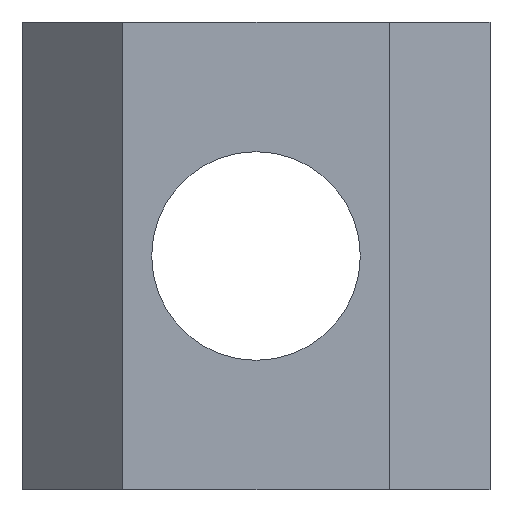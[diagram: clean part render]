
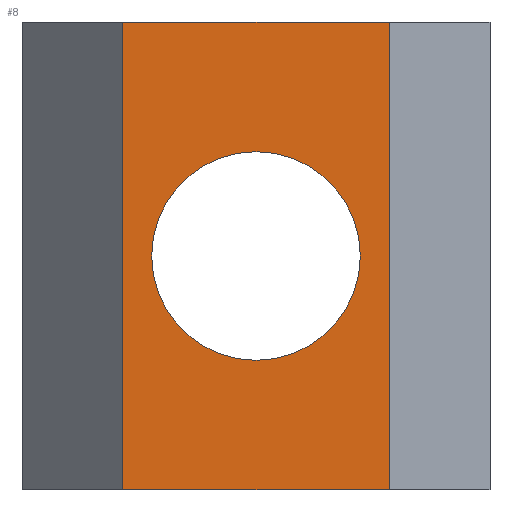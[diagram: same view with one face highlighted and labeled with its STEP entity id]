
A CAD part, front view. The second image highlights one B-rep face of the part: STEP entity #8.
In plain terms, the highlighted planar face has unit normal (0, -1, 0).
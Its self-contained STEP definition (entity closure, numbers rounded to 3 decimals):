
#5 = EDGE_CURVE ( 'NONE', #354, #56, #59, .T. ) ;
#8 = ADVANCED_FACE ( 'NONE', ( #61, #209 ), #155, .T. ) ;
#10 = CARTESIAN_POINT ( 'NONE',  ( 0., -3.25, 0. ) ) ;
#24 = CARTESIAN_POINT ( 'NONE',  ( -4.3, -3.25, 0. ) ) ;
#33 = VECTOR ( 'NONE', #236, 1000. ) ;
#53 = CARTESIAN_POINT ( 'NONE',  ( 0., -3.25, 0. ) ) ;
#56 = VERTEX_POINT ( 'NONE', #189 ) ;
#59 = LINE ( 'NONE', #342, #142 ) ;
#60 = CARTESIAN_POINT ( 'NONE',  ( 5.5, -3.25, 9.65 ) ) ;
#61 = FACE_BOUND ( 'NONE', #497, .T. ) ;
#90 = CARTESIAN_POINT ( 'NONE',  ( 5.5, -3.25, 9.65 ) ) ;
#99 = DIRECTION ( 'NONE',  ( 1., 0., 0. ) ) ;
#103 = VERTEX_POINT ( 'NONE', #90 ) ;
#109 = LINE ( 'NONE', #60, #507 ) ;
#133 = CARTESIAN_POINT ( 'NONE',  ( 5.5, -3.25, 9.65 ) ) ;
#137 = VECTOR ( 'NONE', #206, 1000. ) ;
#141 = LINE ( 'NONE', #299, #137 ) ;
#142 = VECTOR ( 'NONE', #484, 1000. ) ;
#155 = PLANE ( 'NONE',  #313 ) ;
#165 = ORIENTED_EDGE ( 'NONE', *, *, #5, .F. ) ;
#170 = DIRECTION ( 'NONE',  ( 1., 0., 0. ) ) ;
#189 = CARTESIAN_POINT ( 'NONE',  ( -5.5, -3.25, -9.65 ) ) ;
#205 = EDGE_CURVE ( 'NONE', #103, #354, #109, .T. ) ;
#206 = DIRECTION ( 'NONE',  ( -1., 0., 0. ) ) ;
#209 = FACE_OUTER_BOUND ( 'NONE', #388, .T. ) ;
#234 = ORIENTED_EDGE ( 'NONE', *, *, #305, .F. ) ;
#236 = DIRECTION ( 'NONE',  ( 0., 0., -1. ) ) ;
#246 = VERTEX_POINT ( 'NONE', #368 ) ;
#247 = VERTEX_POINT ( 'NONE', #24 ) ;
#249 = EDGE_CURVE ( 'NONE', #480, #247, #540, .T. ) ;
#256 = ORIENTED_EDGE ( 'NONE', *, *, #445, .T. ) ;
#257 = ORIENTED_EDGE ( 'NONE', *, *, #348, .T. ) ;
#277 = DIRECTION ( 'NONE',  ( 0., -1., 0. ) ) ;
#280 = ORIENTED_EDGE ( 'NONE', *, *, #249, .F. ) ;
#299 = CARTESIAN_POINT ( 'NONE',  ( 5.5, -3.25, 9.65 ) ) ;
#305 = EDGE_CURVE ( 'NONE', #247, #480, #450, .T. ) ;
#313 = AXIS2_PLACEMENT_3D ( 'NONE', #133, #390, #432 ) ;
#323 = CARTESIAN_POINT ( 'NONE',  ( -5.5, -3.25, 9.65 ) ) ;
#342 = CARTESIAN_POINT ( 'NONE',  ( 5.5, -3.25, -9.65 ) ) ;
#346 = ORIENTED_EDGE ( 'NONE', *, *, #205, .F. ) ;
#348 = EDGE_CURVE ( 'NONE', #103, #246, #141, .T. ) ;
#352 = LINE ( 'NONE', #323, #33 ) ;
#354 = VERTEX_POINT ( 'NONE', #407 ) ;
#368 = CARTESIAN_POINT ( 'NONE',  ( -5.5, -3.25, 9.65 ) ) ;
#388 = EDGE_LOOP ( 'NONE', ( #165, #346, #257, #256 ) ) ;
#390 = DIRECTION ( 'NONE',  ( 0., -1., 0. ) ) ;
#391 = DIRECTION ( 'NONE',  ( 0., -1., 0. ) ) ;
#407 = CARTESIAN_POINT ( 'NONE',  ( 5.5, -3.25, -9.65 ) ) ;
#432 = DIRECTION ( 'NONE',  ( 1., 0., 0. ) ) ;
#433 = AXIS2_PLACEMENT_3D ( 'NONE', #53, #277, #170 ) ;
#445 = EDGE_CURVE ( 'NONE', #246, #56, #352, .T. ) ;
#450 = CIRCLE ( 'NONE', #521, 4.3 ) ;
#464 = DIRECTION ( 'NONE',  ( 0., 0., -1. ) ) ;
#480 = VERTEX_POINT ( 'NONE', #492 ) ;
#484 = DIRECTION ( 'NONE',  ( -1., 0., 0. ) ) ;
#492 = CARTESIAN_POINT ( 'NONE',  ( 4.3, -3.25, 0. ) ) ;
#497 = EDGE_LOOP ( 'NONE', ( #280, #234 ) ) ;
#507 = VECTOR ( 'NONE', #464, 1000. ) ;
#521 = AXIS2_PLACEMENT_3D ( 'NONE', #10, #391, #99 ) ;
#540 = CIRCLE ( 'NONE', #433, 4.3 ) ;
